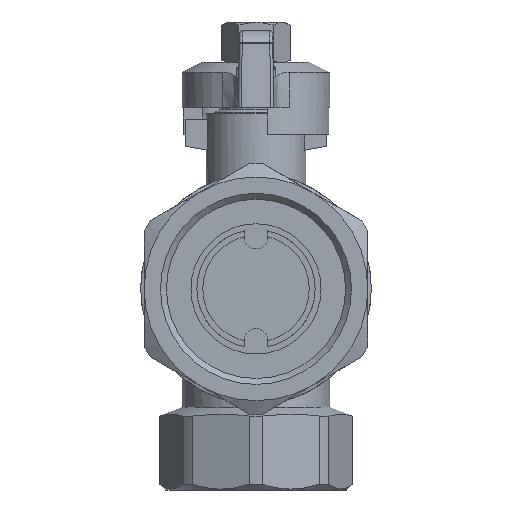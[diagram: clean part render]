
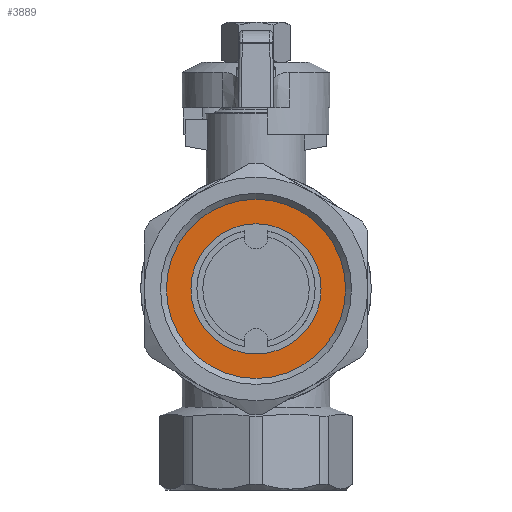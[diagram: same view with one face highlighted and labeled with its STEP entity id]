
A CAD part, front view. The second image highlights one B-rep face of the part: STEP entity #3889.
In plain terms, the highlighted face is planar.
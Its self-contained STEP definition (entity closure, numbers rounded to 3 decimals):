
#676=PLANE('',#4992);
#791=ORIENTED_EDGE('',*,*,#1897,.F.);
#792=ORIENTED_EDGE('',*,*,#1899,.T.);
#1897=EDGE_CURVE('',#2452,#2452,#2835,.T.);
#1899=EDGE_CURVE('',#2454,#2454,#2837,.T.);
#2452=VERTEX_POINT('',#6709);
#2454=VERTEX_POINT('',#6714);
#2835=CIRCLE('',#4987,11.);
#2837=CIRCLE('',#4990,15.15);
#3059=EDGE_LOOP('',(#791));
#3060=EDGE_LOOP('',(#792));
#3430=FACE_BOUND('',#3059,.T.);
#3431=FACE_BOUND('',#3060,.T.);
#3889=ADVANCED_FACE('',(#3430,#3431),#676,.T.);
#4987=AXIS2_PLACEMENT_3D('',#6708,#5502,#5503);
#4990=AXIS2_PLACEMENT_3D('',#6713,#5508,#5509);
#4992=AXIS2_PLACEMENT_3D('',#6717,#5512,#5513);
#5502=DIRECTION('',(0.,1.,0.));
#5503=DIRECTION('',(1.,0.,0.));
#5508=DIRECTION('',(0.,1.,0.));
#5509=DIRECTION('',(1.,0.,0.));
#5512=DIRECTION('',(0.,1.,0.));
#5513=DIRECTION('',(0.,0.,1.));
#6708=CARTESIAN_POINT('',(0.,2.,0.));
#6709=CARTESIAN_POINT('',(11.,2.,0.));
#6713=CARTESIAN_POINT('',(0.,2.,0.));
#6714=CARTESIAN_POINT('',(15.15,2.,0.));
#6717=CARTESIAN_POINT('',(0.,2.,0.));
